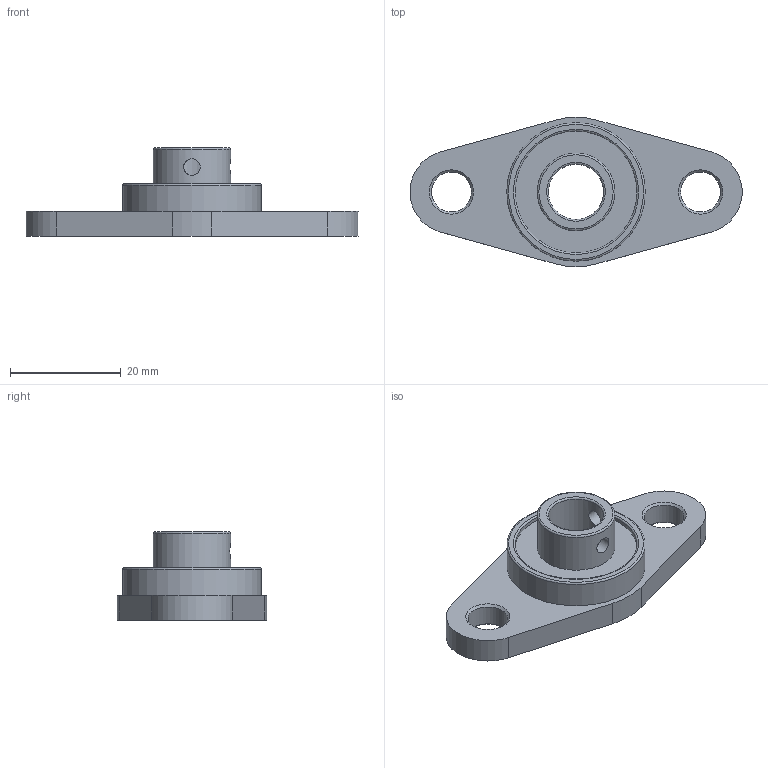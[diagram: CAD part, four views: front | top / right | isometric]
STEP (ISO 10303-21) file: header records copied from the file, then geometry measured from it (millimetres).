
FILE_DESCRIPTION(('FreeCAD Model'),'2;1');
FILE_NAME('Open CASCADE Shape Model','2025-11-26T23:36:25',('Author'),( ''),'Open CASCADE STEP processor 7.8','FreeCAD','Unknown');
FILE_SCHEMA(('AUTOMOTIVE_DESIGN { 1 0 10303 214 1 1 1 1 }'));
Length unit declared in the file: millimetre
Products named in the file (4): Pillow_KFL10; Body; Body001; Body002
Assembly tree (3 placements, depth 2):
  Pillow_KFL10
    Body
    Body001
    Body002
Bounding box: 59.94 x 27 x 16 mm (x, y, z)
Volume: 6765.2 mm3; surface area: 6003.9 mm2
Topology: 3 solids, 3 shells, 33 faces, 76 edges, 48 vertices
Faces by surface type: cylinder 14, plane 11, torus 4, cone 4
Full cylindrical faces by diameter (mm): 3 x2, 7.2 x2, 10 x1, 14 x2, 22 x2, 25 x1
Entity records: 1254 total; most frequent: CARTESIAN_POINT 370, DIRECTION 177, ORIENTED_EDGE 152, EDGE_CURVE 76, AXIS2_PLACEMENT_3D 73, VERTEX_POINT 48, FACE_BOUND 46, EDGE_LOOP 46
